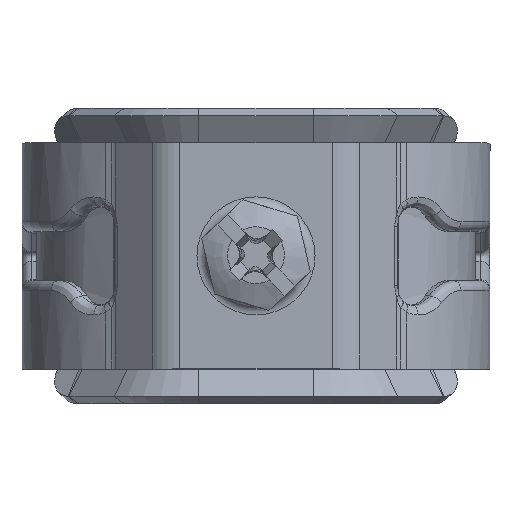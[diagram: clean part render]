
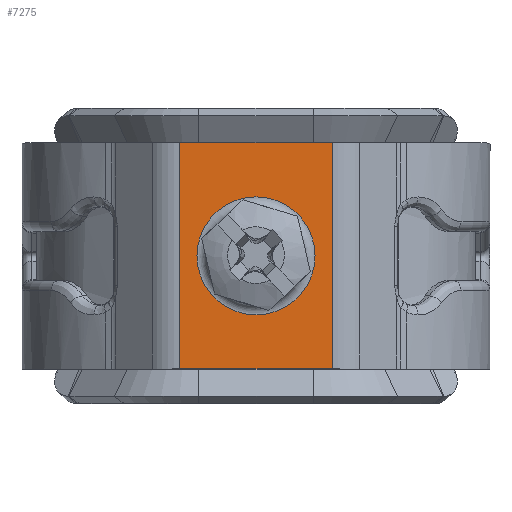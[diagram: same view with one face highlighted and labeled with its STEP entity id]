
A CAD part, top view. The second image highlights one B-rep face of the part: STEP entity #7275.
In plain terms, the highlighted planar face has unit normal (0, 0, 1).
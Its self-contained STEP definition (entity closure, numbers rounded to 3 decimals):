
#177=FACE_BOUND('',#1312,.T.);
#506=PLANE('',#7972);
#851=FACE_OUTER_BOUND('',#1311,.T.);
#1311=EDGE_LOOP('',(#5840,#5841,#5842,#5843));
#1312=EDGE_LOOP('',(#5844));
#1821=LINE('',#13602,#2336);
#1822=LINE('',#13604,#2337);
#1823=LINE('',#13606,#2338);
#1824=LINE('',#13607,#2339);
#2336=VECTOR('',#9433,10.);
#2337=VECTOR('',#9434,10.);
#2338=VECTOR('',#9435,10.);
#2339=VECTOR('',#9436,10.);
#2776=CIRCLE('',#7970,6.);
#3321=VERTEX_POINT('',#13595);
#3322=VERTEX_POINT('',#13600);
#3323=VERTEX_POINT('',#13601);
#3324=VERTEX_POINT('',#13603);
#3325=VERTEX_POINT('',#13605);
#4224=EDGE_CURVE('',#3321,#3321,#2776,.T.);
#4226=EDGE_CURVE('',#3322,#3323,#1821,.T.);
#4227=EDGE_CURVE('',#3324,#3323,#1822,.T.);
#4228=EDGE_CURVE('',#3324,#3325,#1823,.T.);
#4229=EDGE_CURVE('',#3322,#3325,#1824,.T.);
#5840=ORIENTED_EDGE('',*,*,#4226,.T.);
#5841=ORIENTED_EDGE('',*,*,#4227,.F.);
#5842=ORIENTED_EDGE('',*,*,#4228,.T.);
#5843=ORIENTED_EDGE('',*,*,#4229,.F.);
#5844=ORIENTED_EDGE('',*,*,#4224,.F.);
#7275=ADVANCED_FACE('',(#851,#177),#506,.T.);
#7970=AXIS2_PLACEMENT_3D('',#13597,#9427,#9428);
#7972=AXIS2_PLACEMENT_3D('',#13599,#9431,#9432);
#9427=DIRECTION('center_axis',(0.,0.,1.));
#9428=DIRECTION('ref_axis',(-1.,0.,0.));
#9431=DIRECTION('center_axis',(0.,0.,1.));
#9432=DIRECTION('ref_axis',(1.,0.,0.));
#9433=DIRECTION('',(0.,1.,0.));
#9434=DIRECTION('',(1.,0.,0.));
#9435=DIRECTION('',(0.,-1.,0.));
#9436=DIRECTION('',(-1.,0.,0.));
#13595=CARTESIAN_POINT('',(6.,0.,2.));
#13597=CARTESIAN_POINT('Origin',(0.,0.,2.));
#13599=CARTESIAN_POINT('Origin',(0.,0.,
2.));
#13600=CARTESIAN_POINT('',(7.738,-11.5,2.));
#13601=CARTESIAN_POINT('',(7.738,11.5,2.));
#13602=CARTESIAN_POINT('',(7.738,-5.75,2.));
#13603=CARTESIAN_POINT('',(-7.738,11.5,2.));
#13604=CARTESIAN_POINT('',(-91.051,11.5,2.));
#13605=CARTESIAN_POINT('',(-7.738,-11.5,2.));
#13606=CARTESIAN_POINT('',(-7.738,5.75,2.));
#13607=CARTESIAN_POINT('',(91.051,-11.5,2.));
